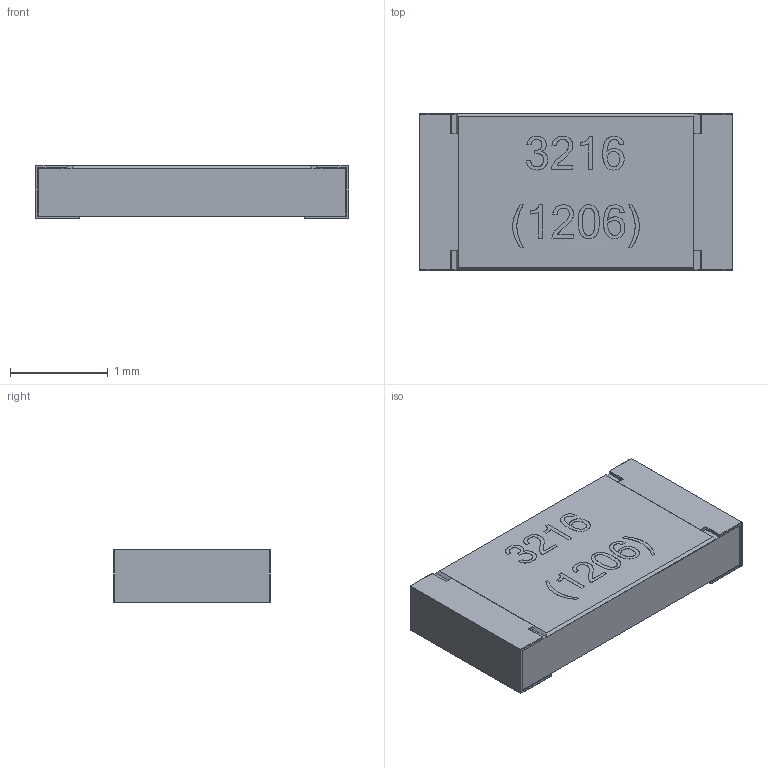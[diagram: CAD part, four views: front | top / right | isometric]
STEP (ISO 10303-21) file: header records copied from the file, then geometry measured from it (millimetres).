
FILE_DESCRIPTION(('FreeCAD Model'),'2;1');
FILE_NAME('R_1206.step', '2017-11-04T09:39:46',('kicad StepUp'),('ksu MCAD'), 'Open CASCADE STEP processor 6.8','FreeCAD','Unknown');
FILE_SCHEMA(('AUTOMOTIVE_DESIGN_CC2 { 1 2 10303 214 -1 1 5 4 }'));
Length unit declared in the file: millimetre
Products named in the file (1): R_1206
Bounding box: 3.2 x 1.6 x 0.55 mm (x, y, z)
Volume: 2.7 mm3; surface area: 15.4 mm2
Topology: 1 solids, 1 shells, 254 faces, 650 edges, 395 vertices
Faces by surface type: bspline 132, plane 76, cylinder 46
Entity records: 9540 total; most frequent: CARTESIAN_POINT 2642, ORIENTED_EDGE 1268, DIRECTION 670, EDGE_CURVE 634, VERTEX_POINT 395, LINE 328, VECTOR 328, FACE_BOUND 267
